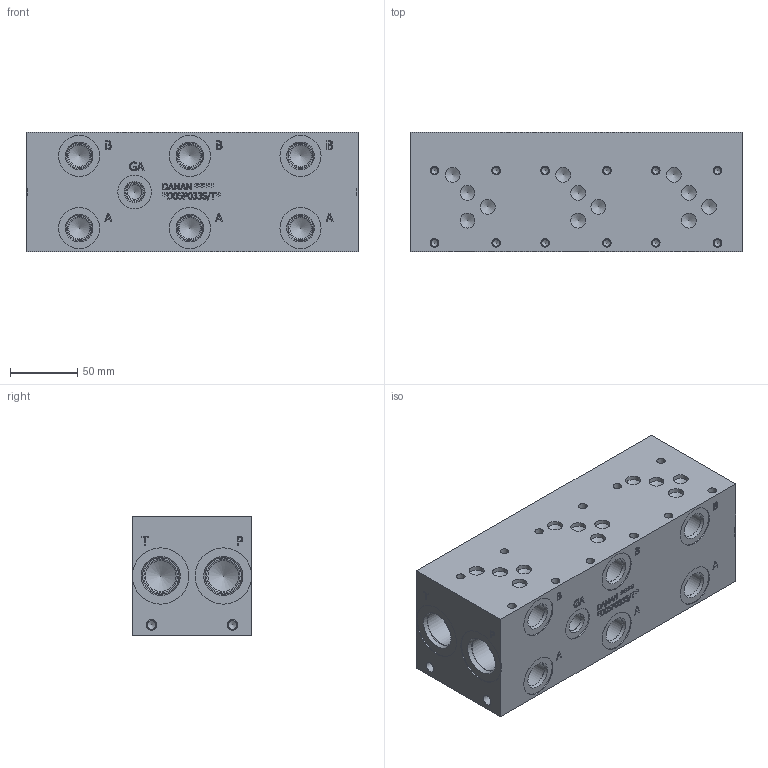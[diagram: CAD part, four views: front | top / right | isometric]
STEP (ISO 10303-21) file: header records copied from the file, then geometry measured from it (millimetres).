
FILE_DESCRIPTION(/* description */ (''),/* implementation_level */ '2;1');
FILE_NAME(/* name */ '_D05P033S_T_.stp',/* time_stamp */ '2021-06-24T15:38:16-04:00',/* author */ ('anthonyv'),/* organization */ (''),/* preprocessor_version */ 'ST-DEVELOPER v18.1',/* originating_system */ 'Autodesk Inventor 2021',/* authorisation */ '');
FILE_SCHEMA (('AUTOMOTIVE_DESIGN { 1 0 10303 214 3 1 1 }'));
Length unit declared in the file: millimetre
Products named in the file (1): Part_AD05P033S_3D
Bounding box: 247.65 x 88.9 x 88.9 mm (x, y, z)
Volume: 1824746.4 mm3; surface area: 131295 mm2
Topology: 1 solids, 1 shells, 779 faces, 2131 edges, 1444 vertices
Faces by surface type: plane 421, bspline 187, cylinder 99, cone 72
Full cylindrical faces by diameter (mm): 5.105 x12, 6.35 x12, 6.528 x4, 7.925 x4, 10.719 x1, 11.125 x12, 12.9 x1, 14.275 x1, 14.529 x1, 15.875 x6, 17.501 x6, 19.05 x6, 19.253 x6, 23.012 x4, 24.917 x4, 25.019 x1, 26.99 x2, 27 x2, 27.432 x4, 30.632 x6, 42.037 x4
Entity records: 26114 total; most frequent: CARTESIAN_POINT 6747, ORIENTED_EDGE 4184, DIRECTION 3277, EDGE_CURVE 2092, VERTEX_POINT 1444, LINE 1345, VECTOR 1345, AXIS2_PLACEMENT_3D 966
